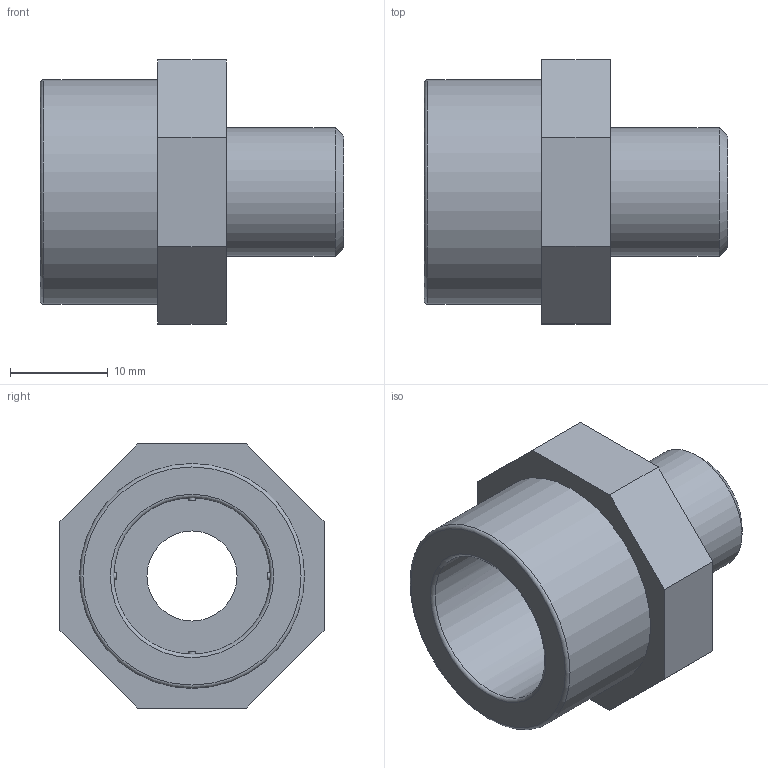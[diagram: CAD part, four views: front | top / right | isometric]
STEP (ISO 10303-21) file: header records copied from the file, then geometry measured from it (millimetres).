
FILE_DESCRIPTION( ( 'STEP AP214' ), ' ' );
FILE_NAME( '3.15.030.stp', '2015-08-06T13:27:13', ( '' ), ( '' ), ' ', 'PARTsolutions', ' ' );
FILE_SCHEMA( ( 'AUTOMOTIVE_DESIGN { 1 0 10303 214 1 1 1 1 }' ) );
Length unit declared in the file: millimetre
Products named in the file (1): _3.15.030
Bounding box: 31 x 27 x 27 mm (x, y, z)
Volume: 6825.3 mm3; surface area: 4224.4 mm2
Topology: 1 solids, 1 shells, 37 faces, 92 edges, 60 vertices
Faces by surface type: plane 25, cylinder 8, torus 3, cone 1
Full cylindrical faces by diameter (mm): 9.21 x1, 13.157 x1, 16 x1, 23 x1
Entity records: 1388 total; most frequent: CARTESIAN_POINT 216, DIRECTION 174, ORIENTED_EDGE 166, EDGE_CURVE 83, LINE 60, VECTOR 60, VERTEX_POINT 59, AXIS2_PLACEMENT_3D 57
